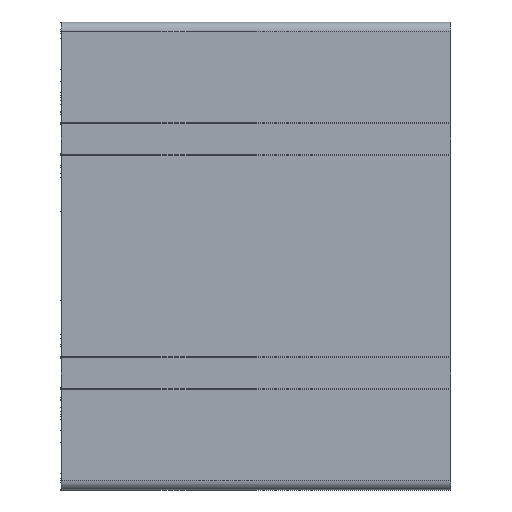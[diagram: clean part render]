
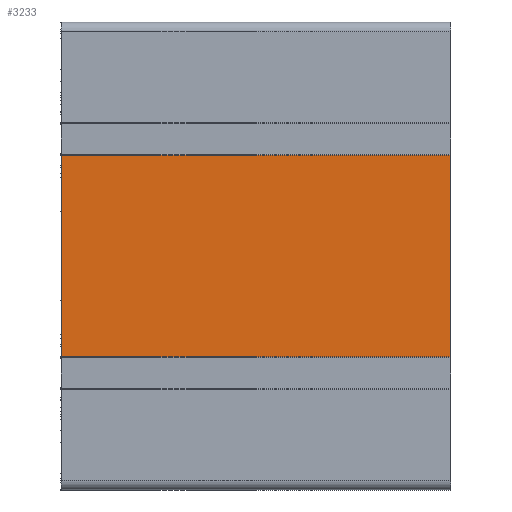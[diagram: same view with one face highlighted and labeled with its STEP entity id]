
A CAD part, front view. The second image highlights one B-rep face of the part: STEP entity #3233.
In plain terms, the highlighted planar face has unit normal (0, -1, 0).
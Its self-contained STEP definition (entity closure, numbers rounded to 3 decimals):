
#11 = VECTOR ( 'NONE', #3445, 1000. ) ;
#28 = VECTOR ( 'NONE', #728, 1000. ) ;
#144 = VERTEX_POINT ( 'NONE', #3578 ) ;
#275 = CARTESIAN_POINT ( 'NONE',  ( 59.184, 32.398, 25.85 ) ) ;
#278 = CARTESIAN_POINT ( 'NONE',  ( 59.184, 32.398, -25.85 ) ) ;
#458 = CARTESIAN_POINT ( 'NONE',  ( 59.184, 32.398, 25.85 ) ) ;
#488 = LINE ( 'NONE', #2809, #4521 ) ;
#522 = PLANE ( 'NONE',  #4778 ) ;
#728 = DIRECTION ( 'NONE',  ( 0., 0., -1. ) ) ;
#933 = DIRECTION ( 'NONE',  ( 0., 0., 1. ) ) ;
#994 = LINE ( 'NONE', #458, #11 ) ;
#1407 = ORIENTED_EDGE ( 'NONE', *, *, #1818, .F. ) ;
#1677 = EDGE_CURVE ( 'NONE', #144, #4189, #2796, .T. ) ;
#1695 = CARTESIAN_POINT ( 'NONE',  ( 59.184, 32.398, -25.85 ) ) ;
#1818 = EDGE_CURVE ( 'NONE', #2820, #2224, #3466, .T. ) ;
#1869 = ORIENTED_EDGE ( 'NONE', *, *, #1968, .F. ) ;
#1968 = EDGE_CURVE ( 'NONE', #2224, #4189, #488, .T. ) ;
#2175 = ORIENTED_EDGE ( 'NONE', *, *, #3817, .T. ) ;
#2224 = VERTEX_POINT ( 'NONE', #278 ) ;
#2235 = CARTESIAN_POINT ( 'NONE',  ( 59.184, 32.398, -25.85 ) ) ;
#2438 = VECTOR ( 'NONE', #4737, 1000. ) ;
#2695 = EDGE_LOOP ( 'NONE', ( #4768, #1869, #1407, #2175 ) ) ;
#2796 = LINE ( 'NONE', #4749, #2438 ) ;
#2809 = CARTESIAN_POINT ( 'NONE',  ( 59.184, 32.398, -25.85 ) ) ;
#2820 = VERTEX_POINT ( 'NONE', #275 ) ;
#2842 = CARTESIAN_POINT ( 'NONE',  ( -40.816, 32.398, -25.85 ) ) ;
#3202 = FACE_OUTER_BOUND ( 'NONE', #2695, .T. ) ;
#3233 = ADVANCED_FACE ( 'NONE', ( #3202 ), #522, .F. ) ;
#3445 = DIRECTION ( 'NONE',  ( -1., 0., 0. ) ) ;
#3466 = LINE ( 'NONE', #2235, #28 ) ;
#3578 = CARTESIAN_POINT ( 'NONE',  ( -40.816, 32.398, 25.85 ) ) ;
#3817 = EDGE_CURVE ( 'NONE', #2820, #144, #994, .T. ) ;
#3889 = DIRECTION ( 'NONE',  ( 0., 1., 0. ) ) ;
#4189 = VERTEX_POINT ( 'NONE', #2842 ) ;
#4521 = VECTOR ( 'NONE', #4666, 1000. ) ;
#4666 = DIRECTION ( 'NONE',  ( -1., 0., 0. ) ) ;
#4737 = DIRECTION ( 'NONE',  ( 0., 0., -1. ) ) ;
#4749 = CARTESIAN_POINT ( 'NONE',  ( -40.816, 32.398, -25.85 ) ) ;
#4768 = ORIENTED_EDGE ( 'NONE', *, *, #1677, .T. ) ;
#4778 = AXIS2_PLACEMENT_3D ( 'NONE', #1695, #3889, #933 ) ;
